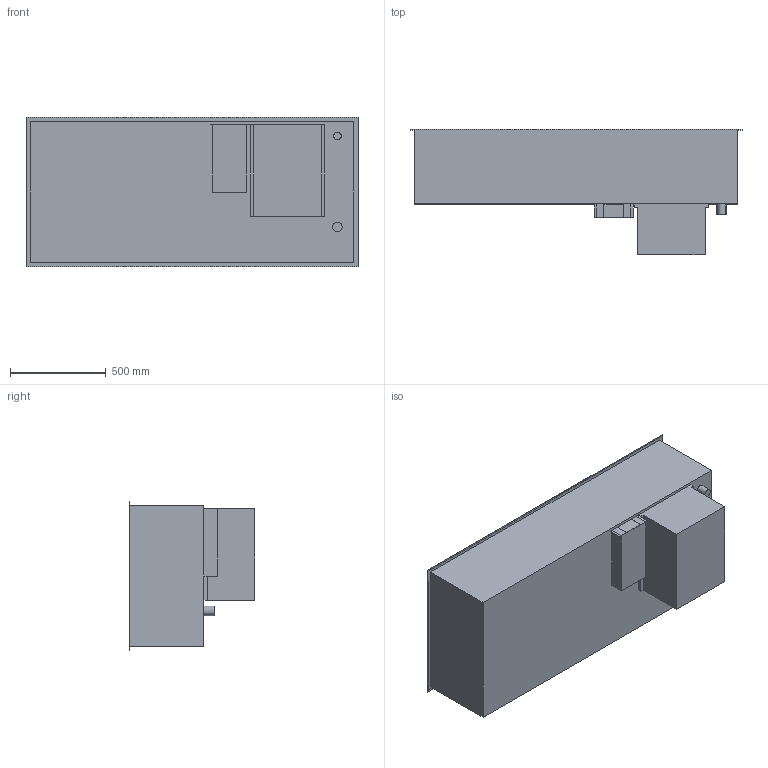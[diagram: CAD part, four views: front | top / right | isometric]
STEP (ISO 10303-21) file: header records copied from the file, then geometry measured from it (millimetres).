
FILE_DESCRIPTION(/* description */ ('Umluftkühlwanne: eigengekühlt'),/* implementation_level */ '2;1');
FILE_NAME(/* name */ '3D-AKE-00003094.stp',/* time_stamp */ '2024-05-17T12:17:28+02:00',/* author */ ('julian.lux'),/* organization */ (''),/* preprocessor_version */ 'ST-DEVELOPER v18.1',/* originating_system */ 'Autodesk Inventor 2020',/* authorisation */ '');
FILE_SCHEMA (('AUTOMOTIVE_DESIGN { 1 0 10303 214 3 1 1 }'));
Length unit declared in the file: millimetre
Products named in the file (1): 3D-AKE-00003094
Bounding box: 1735 x 655 x 780 mm (x, y, z)
Volume: 180655654.9 mm3; surface area: 10769804.2 mm2
Topology: 5 solids, 5 shells, 70 faces, 162 edges, 108 vertices
Faces by surface type: plane 68, cylinder 2
Full cylindrical faces by diameter (mm): 40 x1, 50 x1
Entity records: 1995 total; most frequent: CARTESIAN_POINT 341, ORIENTED_EDGE 324, DIRECTION 312, EDGE_CURVE 162, LINE 154, VECTOR 154, VERTEX_POINT 108, AXIS2_PLACEMENT_3D 79
